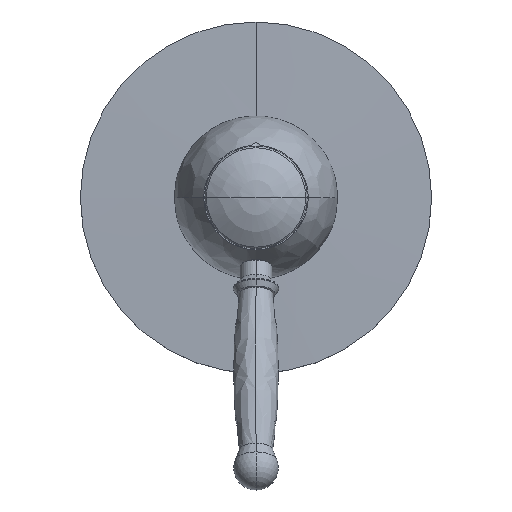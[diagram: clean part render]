
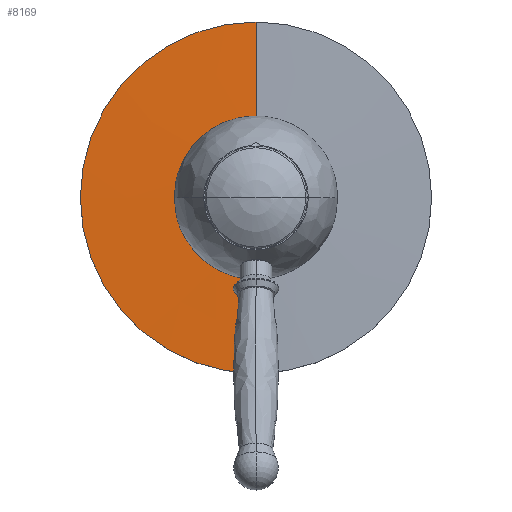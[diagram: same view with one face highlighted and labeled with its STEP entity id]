
A CAD part, top view. The second image highlights one B-rep face of the part: STEP entity #8169.
In plain terms, the highlighted conical face has half-angle 89 degrees and reference radius 40.275 mm.
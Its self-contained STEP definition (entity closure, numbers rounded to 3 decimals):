
#7622=DIRECTION('',(0.,-1.,0.017));
#7623=VECTOR('',#7622,29.455);
#7624=CARTESIAN_POINT('',(0.,55.,-1.018));
#7625=LINE('',#7624,#7623);
#7631=DIRECTION('',(0.,1.,0.017));
#7632=VECTOR('',#7631,29.455);
#7633=CARTESIAN_POINT('',(0.,-55.,-1.018));
#7634=LINE('',#7633,#7632);
#7635=CARTESIAN_POINT('',(0.,0.,-0.503));
#7636=DIRECTION('',(0.,0.,1.));
#7637=DIRECTION('',(0.,1.,0.));
#7638=AXIS2_PLACEMENT_3D('',#7635,#7636,#7637);
#7640=CARTESIAN_POINT('',(0.,0.,-1.018));
#7641=DIRECTION('',(0.,0.,-1.));
#7642=DIRECTION('',(0.,-1.,0.));
#7643=AXIS2_PLACEMENT_3D('',#7640,#7641,#7642);
#7680=CARTESIAN_POINT('',(0.,-55.,-1.018));
#7682=VERTEX_POINT('',#7680);
#7696=CARTESIAN_POINT('',(0.,55.,-1.018));
#7698=VERTEX_POINT('',#7696);
#7711=CARTESIAN_POINT('',(0.,25.55,-0.503));
#7712=CARTESIAN_POINT('',(0.,-25.55,
-0.503));
#7713=VERTEX_POINT('',#7711);
#7714=VERTEX_POINT('',#7712);
#8158=CARTESIAN_POINT('',(0.,0.,-0.761));
#8159=DIRECTION('',(0.,0.,-1.));
#8160=DIRECTION('',(0.,1.,0.));
#8161=AXIS2_PLACEMENT_3D('',#8158,#8159,#8160);
#8162=CONICAL_SURFACE('',#8161,40.275,89.);
#8163=ORIENTED_EDGE('',*,*,#7776,.T.);
#8164=ORIENTED_EDGE('',*,*,#8146,.F.);
#8165=ORIENTED_EDGE('',*,*,#8105,.T.);
#8166=ORIENTED_EDGE('',*,*,#8143,.T.);
#8167=EDGE_LOOP('',(#8163,#8164,#8165,#8166));
#8168=FACE_OUTER_BOUND('',#8167,.F.);
#8169=ADVANCED_FACE('',(#8168),#8162,.T.);
#7639=CIRCLE('',#7638,25.55);
#7644=CIRCLE('',#7643,55.);
#7776=EDGE_CURVE('',#7713,#7714,#7639,.T.);
#8105=EDGE_CURVE('',#7682,#7698,#7644,.T.);
#8143=EDGE_CURVE('',#7698,#7713,#7625,.T.);
#8146=EDGE_CURVE('',#7682,#7714,#7634,.T.);
